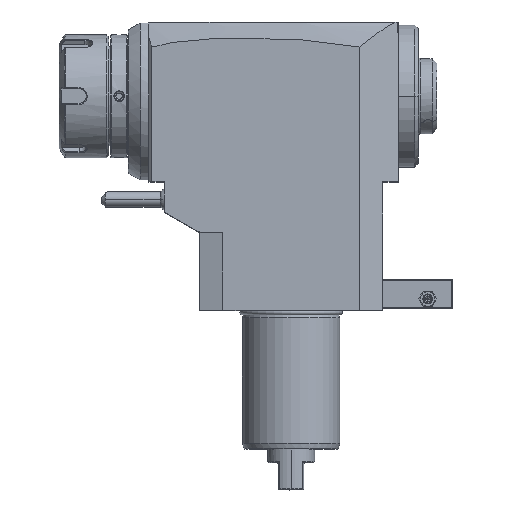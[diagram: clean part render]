
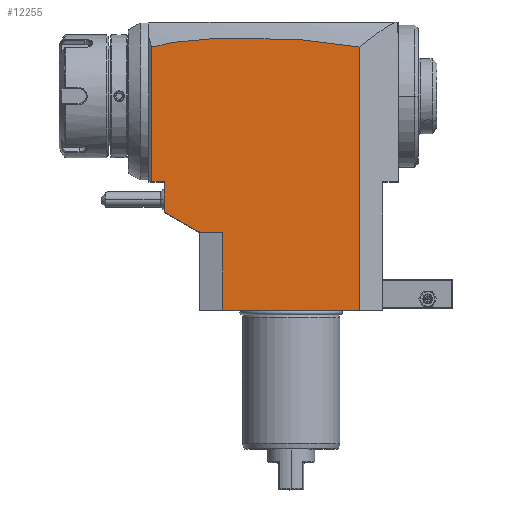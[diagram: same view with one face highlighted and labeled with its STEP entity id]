
A CAD part, top view. The second image highlights one B-rep face of the part: STEP entity #12255.
In plain terms, the highlighted planar face has unit normal (0, 0, 1).
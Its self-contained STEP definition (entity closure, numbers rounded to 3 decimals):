
#2498=DIRECTION('',(-1.,0.,0.));
#2499=VECTOR('',#2498,70.);
#2500=CARTESIAN_POINT('',(35.,0.,44.));
#2501=LINE('',#2500,#2499);
#2579=DIRECTION('',(1.,0.,0.));
#2580=VECTOR('',#2579,6.5);
#2581=CARTESIAN_POINT('',(-71.5,66.,44.));
#2582=LINE('',#2581,#2580);
#2587=DIRECTION('',(0.866,-0.5,0.));
#2588=VECTOR('',#2587,1.155);
#2589=CARTESIAN_POINT('',(-47.,40.577,44.));
#2590=LINE('',#2589,#2588);
#2591=DIRECTION('',(0.,1.,0.));
#2592=VECTOR('',#2591,0.577);
#2593=CARTESIAN_POINT('',(-47.,40.,44.));
#2594=LINE('',#2593,#2592);
#2595=DIRECTION('',(0.866,-0.5,0.));
#2596=VECTOR('',#2595,20.785);
#2597=CARTESIAN_POINT('',(-65.,50.392,44.));
#2598=LINE('',#2597,#2596);
#2599=DIRECTION('',(0.,-1.,0.));
#2600=VECTOR('',#2599,15.608);
#2601=CARTESIAN_POINT('',(-65.,66.,44.));
#2602=LINE('',#2601,#2600);
#2603=DIRECTION('',(0.,-1.,0.));
#2604=VECTOR('',#2603,69.054);
#2605=CARTESIAN_POINT('',(-71.5,135.054,44.));
#2606=LINE('',#2605,#2604);
#2607=CARTESIAN_POINT('',(35.,135.17,44.));
#2608=CARTESIAN_POINT('',(33.75,135.412,44.));
#2609=CARTESIAN_POINT('',(31.234,135.868,44.));
#2610=CARTESIAN_POINT('',(27.42,136.482,44.));
#2611=CARTESIAN_POINT('',(23.551,137.035,44.));
#2612=CARTESIAN_POINT('',(19.626,137.535,44.));
#2613=CARTESIAN_POINT('',(15.609,137.988,44.));
#2614=CARTESIAN_POINT('',(11.312,138.416,44.));
#2615=CARTESIAN_POINT('',(6.555,138.825,44.));
#2616=CARTESIAN_POINT('',(1.196,139.208,44.));
#2617=CARTESIAN_POINT('',(-4.438,139.526,44.));
#2618=CARTESIAN_POINT('',(-10.032,139.76,44.));
#2619=CARTESIAN_POINT('',(-15.578,139.913,44.));
#2620=CARTESIAN_POINT('',(-21.094,139.987,44.));
#2621=CARTESIAN_POINT('',(-26.536,139.98,44.));
#2622=CARTESIAN_POINT('',(-31.836,139.894,44.));
#2623=CARTESIAN_POINT('',(-36.794,139.737,44.));
#2624=CARTESIAN_POINT('',(-41.294,139.523,44.));
#2625=CARTESIAN_POINT('',(-45.249,139.275,44.));
#2626=CARTESIAN_POINT('',(-48.713,139.005,44.));
#2627=CARTESIAN_POINT('',(-51.773,138.72,44.));
#2628=CARTESIAN_POINT('',(-54.484,138.427,44.));
#2629=CARTESIAN_POINT('',(-56.901,138.129,44.));
#2630=CARTESIAN_POINT('',(-59.059,137.829,44.));
#2631=CARTESIAN_POINT('',(-60.967,137.533,44.));
#2632=CARTESIAN_POINT('',(-62.636,137.246,44.));
#2633=CARTESIAN_POINT('',(-64.113,136.969,44.));
#2634=CARTESIAN_POINT('',(-65.461,136.693,44.));
#2635=CARTESIAN_POINT('',(-66.736,136.409,44.));
#2636=CARTESIAN_POINT('',(-68.002,136.101,44.));
#2637=CARTESIAN_POINT('',(-69.236,135.77,44.));
#2638=CARTESIAN_POINT('',(-70.418,135.419,44.));
#2639=CARTESIAN_POINT('',(-71.148,135.177,44.));
#2640=CARTESIAN_POINT('',(-71.5,135.054,44.));
#2642=DIRECTION('',(0.,-1.,0.));
#2643=VECTOR('',#2642,135.17);
#2644=CARTESIAN_POINT('',(35.,135.17,44.));
#2645=LINE('',#2644,#2643);
#2686=DIRECTION('',(0.,-1.,0.));
#2687=VECTOR('',#2686,40.);
#2688=CARTESIAN_POINT('',(-35.,40.,44.));
#2689=LINE('',#2688,#2687);
#2702=DIRECTION('',(1.,0.,0.));
#2703=VECTOR('',#2702,11.);
#2704=CARTESIAN_POINT('',(-46.,40.,44.));
#2705=LINE('',#2704,#2703);
#9660=CARTESIAN_POINT('',(-71.5,66.,44.));
#9661=VERTEX_POINT('',#9660);
#9662=VERTEX_POINT('',#2607);
#9663=VERTEX_POINT('',#2640);
#9682=CARTESIAN_POINT('',(-46.,40.,44.));
#9683=CARTESIAN_POINT('',(-35.,40.,44.));
#9684=VERTEX_POINT('',#9682);
#9685=VERTEX_POINT('',#9683);
#10020=CARTESIAN_POINT('',(35.,0.,44.));
#10021=CARTESIAN_POINT('',(-35.,0.,44.));
#10022=VERTEX_POINT('',#10020);
#10023=VERTEX_POINT('',#10021);
#10048=CARTESIAN_POINT('',(-65.,50.392,44.));
#10049=CARTESIAN_POINT('',(-47.,40.,44.));
#10050=VERTEX_POINT('',#10048);
#10051=VERTEX_POINT('',#10049);
#10092=CARTESIAN_POINT('',(-47.,40.577,44.));
#10094=VERTEX_POINT('',#10092);
#10164=CARTESIAN_POINT('',(-65.,66.,44.));
#10165=VERTEX_POINT('',#10164);
#12229=CARTESIAN_POINT('',(-53.475,40.,44.));
#12230=DIRECTION('',(0.,0.,1.));
#12231=DIRECTION('',(1.,0.,0.));
#12232=AXIS2_PLACEMENT_3D('',#12229,#12230,#12231);
#12233=PLANE('',#12232);
#12235=ORIENTED_EDGE('',*,*,#12234,.F.);
#12237=ORIENTED_EDGE('',*,*,#12236,.F.);
#12239=ORIENTED_EDGE('',*,*,#12238,.F.);
#12240=ORIENTED_EDGE('',*,*,#12209,.F.);
#12241=ORIENTED_EDGE('',*,*,#12198,.F.);
#12243=ORIENTED_EDGE('',*,*,#12242,.F.);
#12245=ORIENTED_EDGE('',*,*,#12244,.F.);
#12247=ORIENTED_EDGE('',*,*,#12246,.T.);
#12248=ORIENTED_EDGE('',*,*,#12137,.T.);
#12250=ORIENTED_EDGE('',*,*,#12249,.F.);
#12252=ORIENTED_EDGE('',*,*,#12251,.F.);
#12253=EDGE_LOOP('',(#12235,#12237,#12239,#12240,#12241,#12243,#12245,#12247,
#12248,#12250,#12252));
#12254=FACE_OUTER_BOUND('',#12253,.F.);
#2641=B_SPLINE_CURVE_WITH_KNOTS('',3,(#2607,#2608,#2609,#2610,#2611,#2612,#2613,
#2614,#2615,#2616,#2617,#2618,#2619,#2620,#2621,#2622,#2623,#2624,#2625,#2626,
#2627,#2628,#2629,#2630,#2631,#2632,#2633,#2634,#2635,#2636,#2637,#2638,#2639,
#2640),.UNSPECIFIED.,.F.,.F.,(4,1,1,1,1,1,1,1,1,1,1,1,1,1,1,1,1,1,1,1,1,1,1,1,1,
1,1,1,1,1,1,4),(0.,0.032,0.065,0.097,
0.129,0.161,0.194,0.226,
0.258,0.29,0.323,0.355,
0.387,0.419,0.452,0.484,
0.516,0.548,0.581,0.613,
0.645,0.677,0.71,0.742,
0.774,0.806,0.839,0.871,
0.903,0.935,0.968,1.),.UNSPECIFIED.);
#12137=EDGE_CURVE('',#10022,#10023,#2501,.T.);
#12198=EDGE_CURVE('',#9661,#10165,#2582,.T.);
#12209=EDGE_CURVE('',#10165,#10050,#2602,.T.);
#12234=EDGE_CURVE('',#10094,#9684,#2590,.T.);
#12236=EDGE_CURVE('',#10051,#10094,#2594,.T.);
#12238=EDGE_CURVE('',#10050,#10051,#2598,.T.);
#12242=EDGE_CURVE('',#9663,#9661,#2606,.T.);
#12244=EDGE_CURVE('',#9662,#9663,#2641,.T.);
#12246=EDGE_CURVE('',#9662,#10022,#2645,.T.);
#12249=EDGE_CURVE('',#9685,#10023,#2689,.T.);
#12251=EDGE_CURVE('',#9684,#9685,#2705,.T.);
#12255=ADVANCED_FACE('',(#12254),#12233,.T.);
